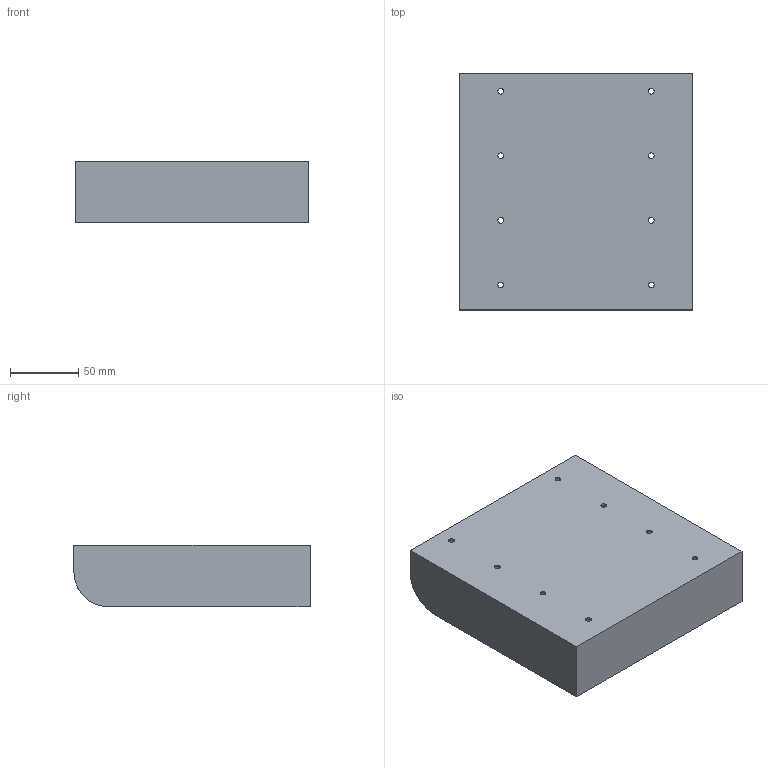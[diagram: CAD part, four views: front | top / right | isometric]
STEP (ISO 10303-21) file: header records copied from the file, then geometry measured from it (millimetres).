
FILE_DESCRIPTION(/* description */ (''),/* implementation_level */ '2;1');
FILE_NAME(/* name */ 'Drawer-Structure-Mount.step',/* time_stamp */ '2024-08-14T20:54:43-04:00',/* author */ (''),/* organization */ (''),/* preprocessor_version */ 'ST-DEVELOPER v20',/* originating_system */ 'Autodesk Translation Framework v13.14.0.145',/* authorisation */ '');
FILE_SCHEMA (('AUTOMOTIVE_DESIGN { 1 0 10303 214 3 1 1 }'));
Length unit declared in the file: inch
Products named in the file (1): Drawer-Structure-Mount
Bounding box: 171.45 x 173.35 x 45.09 mm (x, y, z)
Volume: 270196.7 mm3; surface area: 111172.2 mm2
Topology: 1 solids, 1 shells, 52 faces, 122 edges, 80 vertices
Faces by surface type: cylinder 26, plane 22, torus 4
Full cylindrical faces by diameter (mm): 4.216 x8, 6.9 x8
Entity records: 1622 total; most frequent: CARTESIAN_POINT 311, DIRECTION 274, ORIENTED_EDGE 244, EDGE_CURVE 122, AXIS2_PLACEMENT_3D 107, VERTEX_POINT 80, EDGE_LOOP 76, LINE 60
